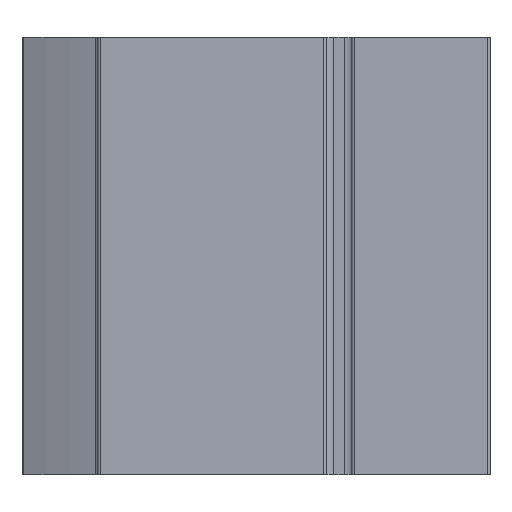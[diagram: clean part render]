
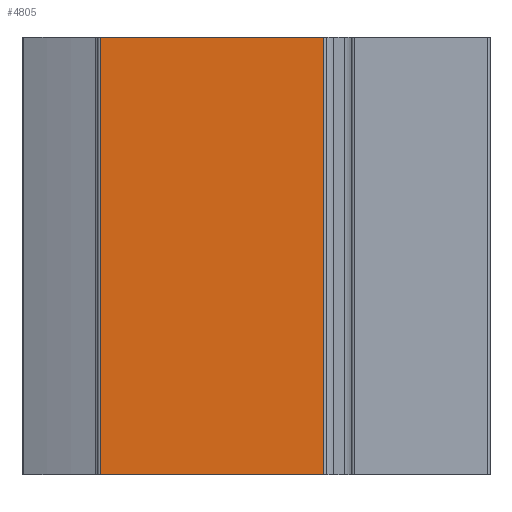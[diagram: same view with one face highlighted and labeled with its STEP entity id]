
A CAD part, front view. The second image highlights one B-rep face of the part: STEP entity #4805.
In plain terms, the highlighted planar face has unit normal (0, -1, 0).
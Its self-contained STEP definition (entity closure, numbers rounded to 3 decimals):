
#157=PLANE('',#5213);
#652=ORIENTED_EDGE('',*,*,#1940,.F.);
#653=ORIENTED_EDGE('',*,*,#1939,.F.);
#654=ORIENTED_EDGE('',*,*,#1941,.T.);
#655=ORIENTED_EDGE('',*,*,#1942,.T.);
#1939=EDGE_CURVE('',#2580,#2579,#3046,.T.);
#1940=EDGE_CURVE('',#2579,#2581,#3047,.T.);
#1941=EDGE_CURVE('',#2580,#2582,#3048,.T.);
#1942=EDGE_CURVE('',#2582,#2581,#3049,.T.);
#2579=VERTEX_POINT('',#7496);
#2580=VERTEX_POINT('',#7498);
#2581=VERTEX_POINT('',#7502);
#2582=VERTEX_POINT('',#7504);
#3046=LINE('',#7499,#3404);
#3047=LINE('',#7501,#3405);
#3048=LINE('',#7503,#3406);
#3049=LINE('',#7505,#3407);
#3404=VECTOR('',#5852,1000.);
#3405=VECTOR('',#5855,1000.);
#3406=VECTOR('',#5856,1000.);
#3407=VECTOR('',#5857,1000.);
#3766=EDGE_LOOP('',(#652,#653,#654,#655));
#4240=FACE_BOUND('',#3766,.T.);
#4805=ADVANCED_FACE('',(#4240),#157,.T.);
#5213=AXIS2_PLACEMENT_3D('',#7500,#5853,#5854);
#5852=DIRECTION('',(0.,0.,1.));
#5853=DIRECTION('',(0.,-1.,0.));
#5854=DIRECTION('',(0.,0.,-1.));
#5855=DIRECTION('',(1.,0.,0.));
#5856=DIRECTION('',(1.,0.,0.));
#5857=DIRECTION('',(0.,0.,1.));
#7496=CARTESIAN_POINT('',(-47.42,0.,0.));
#7498=CARTESIAN_POINT('',(-47.42,0.,-87.));
#7499=CARTESIAN_POINT('',(-47.42,0.,-87.));
#7500=CARTESIAN_POINT('',(-47.42,0.,-87.));
#7501=CARTESIAN_POINT('',(-47.42,0.,0.));
#7502=CARTESIAN_POINT('',(-3.,0.,0.));
#7503=CARTESIAN_POINT('',(-47.42,0.,-87.));
#7504=CARTESIAN_POINT('',(-3.,0.,-87.));
#7505=CARTESIAN_POINT('',(-3.,0.,-87.));
